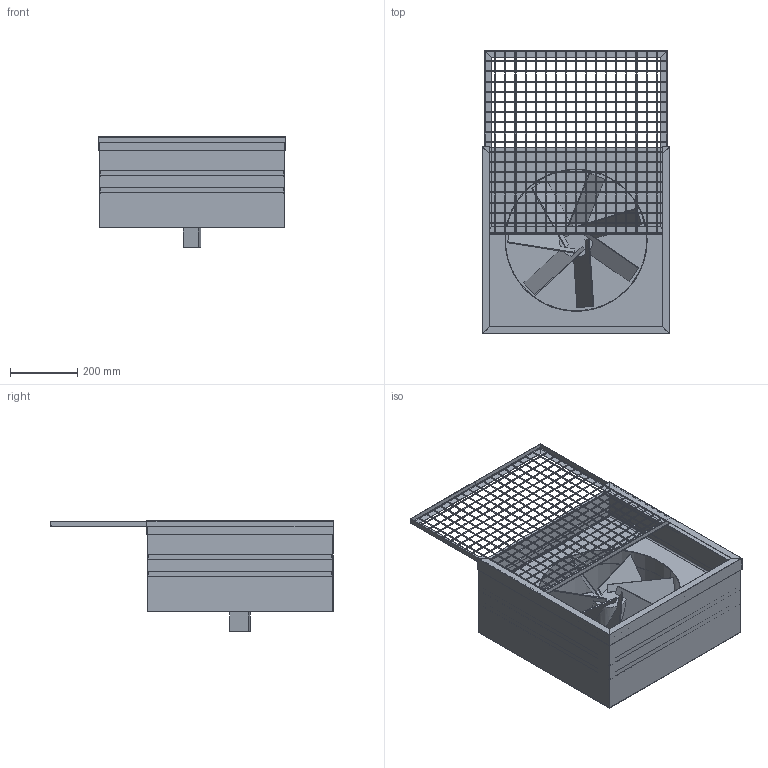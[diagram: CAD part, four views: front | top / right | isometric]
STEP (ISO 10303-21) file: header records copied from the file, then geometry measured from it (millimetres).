
FILE_DESCRIPTION (( 'STEP AP203' ), '1' );
FILE_NAME ('Assem-Blowing Fan.STEP', '2021-01-27T07:47:41', ( '' ), ( '' ), 'SwSTEP 2.0', 'SolidWorks 2020', '' );
FILE_SCHEMA (( 'CONFIG_CONTROL_DESIGN' ));
Length unit declared in the file: millimetre
Products named in the file (9): Casing; Fence; frame; Assem-Blowing Fan; Fan; filter frame; Fan support; Ring; Fan flange
Assembly tree (9 placements, depth 2):
  Assem-Blowing Fan
    Casing
    Fan flange  x2
    Fan
    Fan support
    Ring
    Fence
    frame
    filter frame
Bounding box: 557.4 x 844.48 x 329.6 mm (x, y, z)
Volume: 4007021.8 mm3; surface area: 3971208.2 mm2
Topology: 9 solids, 9 shells, 1577 faces, 3322 edges, 1113 vertices
Faces by surface type: cylinder 1367, plane 194, bspline 16
Entity records: 38783 total; most frequent: CARTESIAN_POINT 10471, ORIENTED_EDGE 6480, DIRECTION 5049, EDGE_CURVE 3240, VECTOR 1795, LINE 1795, AXIS2_PLACEMENT_3D 1627, EDGE_LOOP 1551
